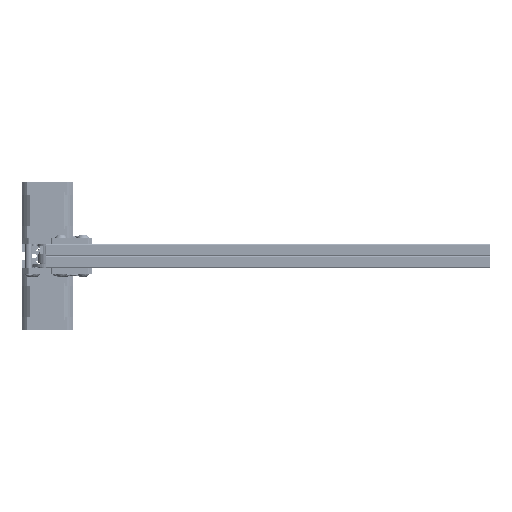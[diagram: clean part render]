
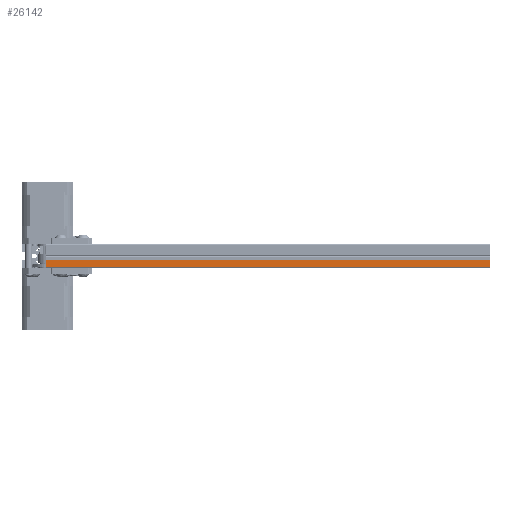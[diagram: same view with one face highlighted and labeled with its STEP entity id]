
A CAD part, left-side view. The second image highlights one B-rep face of the part: STEP entity #26142.
In plain terms, the highlighted face is planar.
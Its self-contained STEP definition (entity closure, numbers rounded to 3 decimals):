
#2115=PLANE('',#29450);
#3519=FACE_OUTER_BOUND('',#5213,.T.);
#5213=EDGE_LOOP('',(#23531,#23532,#23533,#23534));
#7160=LINE('',#47324,#9271);
#7161=LINE('',#47327,#9272);
#7162=LINE('',#47329,#9273);
#7163=LINE('',#47330,#9274);
#9271=VECTOR('',#37150,1000.);
#9272=VECTOR('',#37153,1000.);
#9273=VECTOR('',#37154,10.);
#9274=VECTOR('',#37155,1000.);
#13107=VERTEX_POINT('',#47320);
#13108=VERTEX_POINT('',#47322);
#13109=VERTEX_POINT('',#47326);
#13110=VERTEX_POINT('',#47328);
#16641=EDGE_CURVE('',#13108,#13107,#7160,.T.);
#16642=EDGE_CURVE('',#13107,#13109,#7161,.T.);
#16643=EDGE_CURVE('',#13108,#13110,#7162,.T.);
#16644=EDGE_CURVE('',#13110,#13109,#7163,.T.);
#23531=ORIENTED_EDGE('',*,*,#16642,.F.);
#23532=ORIENTED_EDGE('',*,*,#16641,.F.);
#23533=ORIENTED_EDGE('',*,*,#16643,.T.);
#23534=ORIENTED_EDGE('',*,*,#16644,.T.);
#26142=ADVANCED_FACE('',(#3519),#2115,.T.);
#29450=AXIS2_PLACEMENT_3D('',#47325,#37151,#37152);
#37150=DIRECTION('',(0.,0.,1.));
#37151=DIRECTION('center_axis',(0.,1.,0.));
#37152=DIRECTION('ref_axis',(0.,0.,1.));
#37153=DIRECTION('',(-1.,0.,0.));
#37154=DIRECTION('',(-1.,0.,0.));
#37155=DIRECTION('',(0.,0.,1.));
#47320=CARTESIAN_POINT('',(9.,10.,20.));
#47322=CARTESIAN_POINT('',(9.,10.,-350.));
#47324=CARTESIAN_POINT('',(9.,10.,-200.));
#47325=CARTESIAN_POINT('Origin',(9.,10.,-200.));
#47326=CARTESIAN_POINT('',(3.,10.,20.));
#47327=CARTESIAN_POINT('',(9.,10.,20.));
#47328=CARTESIAN_POINT('',(3.,10.,-350.));
#47329=CARTESIAN_POINT('',(0.,10.,-350.));
#47330=CARTESIAN_POINT('',(3.,10.,-200.));
